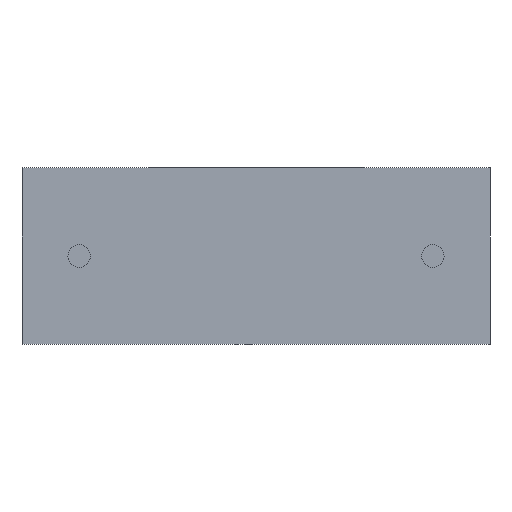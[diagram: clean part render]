
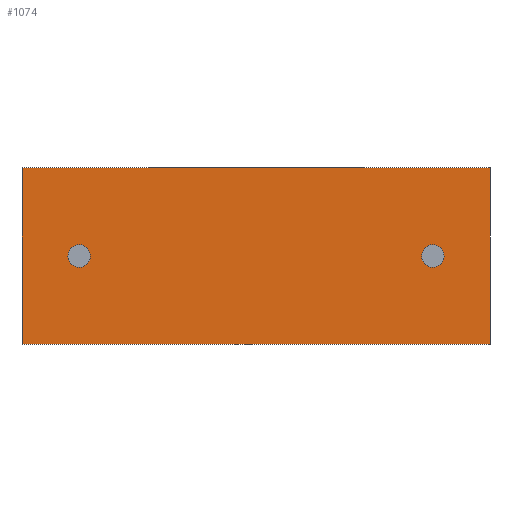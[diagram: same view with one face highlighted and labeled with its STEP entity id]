
A CAD part, front view. The second image highlights one B-rep face of the part: STEP entity #1074.
In plain terms, the highlighted planar face has unit normal (0, -1, 0).
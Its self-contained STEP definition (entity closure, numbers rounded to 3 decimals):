
#111 = CARTESIAN_POINT ( 'NONE',  ( 0., 0., 5.1 ) ) ;
#155 = VERTEX_POINT ( 'NONE', #2083 ) ;
#189 = AXIS2_PLACEMENT_3D ( 'NONE', #608, #1372, #194 ) ;
#194 = DIRECTION ( 'NONE',  ( 0., 0., -1. ) ) ;
#269 = FACE_BOUND ( 'NONE', #2473, .T. ) ;
#279 = DIRECTION ( 'NONE',  ( 1., 0., 0. ) ) ;
#280 = ORIENTED_EDGE ( 'NONE', *, *, #1305, .T. ) ;
#400 = EDGE_CURVE ( 'NONE', #2484, #2140, #441, .T. ) ;
#441 = LINE ( 'NONE', #2173, #661 ) ;
#448 = DIRECTION ( 'NONE',  ( 1., 0., 0. ) ) ;
#485 = VECTOR ( 'NONE', #1603, 1000. ) ;
#528 = ORIENTED_EDGE ( 'NONE', *, *, #833, .T. ) ;
#535 = AXIS2_PLACEMENT_3D ( 'NONE', #913, #1113, #2443 ) ;
#577 = CARTESIAN_POINT ( 'NONE',  ( 11.85, 0., 2.225 ) ) ;
#591 = EDGE_CURVE ( 'NONE', #1865, #2140, #656, .T. ) ;
#608 = CARTESIAN_POINT ( 'NONE',  ( 11.85, 0., 2.55 ) ) ;
#634 = CARTESIAN_POINT ( 'NONE',  ( 1.65, 0., 2.225 ) ) ;
#651 = CIRCLE ( 'NONE', #1390, 0.325 ) ;
#656 = LINE ( 'NONE', #2264, #2248 ) ;
#661 = VECTOR ( 'NONE', #448, 1000. ) ;
#726 = DIRECTION ( 'NONE',  ( 0., 0., -1. ) ) ;
#782 = DIRECTION ( 'NONE',  ( 0., -1., 0. ) ) ;
#821 = VERTEX_POINT ( 'NONE', #634 ) ;
#830 = CARTESIAN_POINT ( 'NONE',  ( 13.5, 0., 0. ) ) ;
#833 = EDGE_CURVE ( 'NONE', #1898, #155, #651, .T. ) ;
#855 = ORIENTED_EDGE ( 'NONE', *, *, #1581, .F. ) ;
#894 = CARTESIAN_POINT ( 'NONE',  ( 0., 0., 5.1 ) ) ;
#895 = FACE_OUTER_BOUND ( 'NONE', #1272, .T. ) ;
#907 = DIRECTION ( 'NONE',  ( 0., 1., 0. ) ) ;
#913 = CARTESIAN_POINT ( 'NONE',  ( 1.65, 0., 2.55 ) ) ;
#1005 = VERTEX_POINT ( 'NONE', #1443 ) ;
#1074 = ADVANCED_FACE ( 'NONE', ( #1972, #895, #269 ), #2048, .F. ) ;
#1113 = DIRECTION ( 'NONE',  ( 0., -1., 0. ) ) ;
#1169 = CARTESIAN_POINT ( 'NONE',  ( 0., 0., 5.1 ) ) ;
#1171 = ORIENTED_EDGE ( 'NONE', *, *, #400, .T. ) ;
#1191 = CIRCLE ( 'NONE', #2014, 0.325 ) ;
#1272 = EDGE_LOOP ( 'NONE', ( #1171, #2462, #855, #1510 ) ) ;
#1305 = EDGE_CURVE ( 'NONE', #155, #1898, #2179, .T. ) ;
#1335 = VECTOR ( 'NONE', #279, 1000. ) ;
#1372 = DIRECTION ( 'NONE',  ( 0., 1., 0. ) ) ;
#1390 = AXIS2_PLACEMENT_3D ( 'NONE', #1757, #1404, #2369 ) ;
#1404 = DIRECTION ( 'NONE',  ( 0., 1., 0. ) ) ;
#1443 = CARTESIAN_POINT ( 'NONE',  ( 1.65, 0., 2.875 ) ) ;
#1510 = ORIENTED_EDGE ( 'NONE', *, *, #2063, .T. ) ;
#1552 = CARTESIAN_POINT ( 'NONE',  ( 0., 0., 0. ) ) ;
#1581 = EDGE_CURVE ( 'NONE', #1926, #1865, #2355, .T. ) ;
#1603 = DIRECTION ( 'NONE',  ( 0., 0., -1. ) ) ;
#1704 = EDGE_CURVE ( 'NONE', #1005, #821, #2177, .T. ) ;
#1757 = CARTESIAN_POINT ( 'NONE',  ( 11.85, 0., 2.55 ) ) ;
#1864 = EDGE_CURVE ( 'NONE', #821, #1005, #1191, .T. ) ;
#1865 = VERTEX_POINT ( 'NONE', #2299 ) ;
#1898 = VERTEX_POINT ( 'NONE', #577 ) ;
#1906 = CARTESIAN_POINT ( 'NONE',  ( 1.65, 0., 2.55 ) ) ;
#1926 = VERTEX_POINT ( 'NONE', #1169 ) ;
#1967 = CARTESIAN_POINT ( 'NONE',  ( 0., 0., 5.1 ) ) ;
#1972 = FACE_BOUND ( 'NONE', #2422, .T. ) ;
#2014 = AXIS2_PLACEMENT_3D ( 'NONE', #1906, #782, #2118 ) ;
#2048 = PLANE ( 'NONE',  #2194 ) ;
#2063 = EDGE_CURVE ( 'NONE', #1926, #2484, #2465, .T. ) ;
#2083 = CARTESIAN_POINT ( 'NONE',  ( 11.85, 0., 2.875 ) ) ;
#2118 = DIRECTION ( 'NONE',  ( 0., 0., 1. ) ) ;
#2140 = VERTEX_POINT ( 'NONE', #830 ) ;
#2173 = CARTESIAN_POINT ( 'NONE',  ( 0., 0., 0. ) ) ;
#2174 = ORIENTED_EDGE ( 'NONE', *, *, #1704, .F. ) ;
#2177 = CIRCLE ( 'NONE', #535, 0.325 ) ;
#2179 = CIRCLE ( 'NONE', #189, 0.325 ) ;
#2194 = AXIS2_PLACEMENT_3D ( 'NONE', #111, #907, #2229 ) ;
#2229 = DIRECTION ( 'NONE',  ( 0., 0., 1. ) ) ;
#2248 = VECTOR ( 'NONE', #726, 1000. ) ;
#2264 = CARTESIAN_POINT ( 'NONE',  ( 13.5, 0., 5.1 ) ) ;
#2299 = CARTESIAN_POINT ( 'NONE',  ( 13.5, 0., 5.1 ) ) ;
#2355 = LINE ( 'NONE', #894, #1335 ) ;
#2369 = DIRECTION ( 'NONE',  ( 0., 0., -1. ) ) ;
#2375 = ORIENTED_EDGE ( 'NONE', *, *, #1864, .F. ) ;
#2422 = EDGE_LOOP ( 'NONE', ( #280, #528 ) ) ;
#2443 = DIRECTION ( 'NONE',  ( 0., 0., 1. ) ) ;
#2462 = ORIENTED_EDGE ( 'NONE', *, *, #591, .F. ) ;
#2465 = LINE ( 'NONE', #1967, #485 ) ;
#2473 = EDGE_LOOP ( 'NONE', ( #2174, #2375 ) ) ;
#2484 = VERTEX_POINT ( 'NONE', #1552 ) ;
